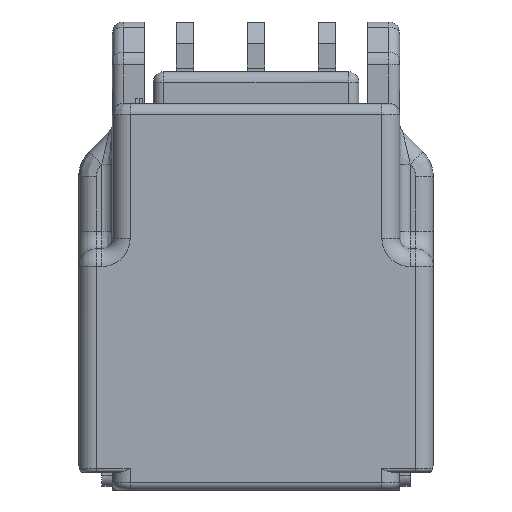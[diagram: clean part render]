
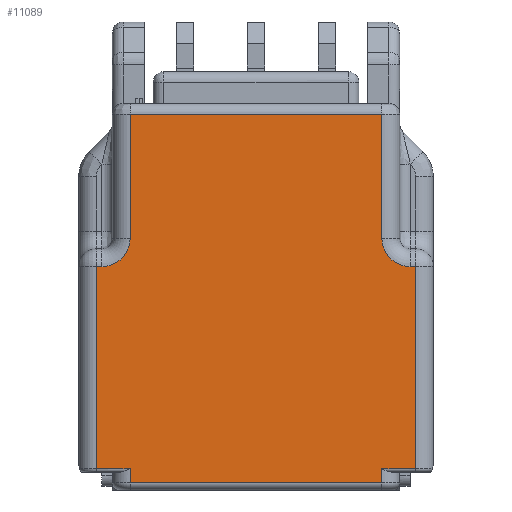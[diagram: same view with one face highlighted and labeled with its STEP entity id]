
A CAD part, front view. The second image highlights one B-rep face of the part: STEP entity #11089.
In plain terms, the highlighted planar face has unit normal (0, -1, 0).
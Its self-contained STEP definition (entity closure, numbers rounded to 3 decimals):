
#49=DIRECTION('',(1.,0.,0.));
#50=VECTOR('',#49,7.1);
#51=CARTESIAN_POINT('',(-3.55,-3.55,0.5));
#52=LINE('',#51,#50);
#86=CARTESIAN_POINT('',(-3.55,-3.55,0.9));
#88=DIRECTION('',(0.,0.,-1.));
#89=VECTOR('',#88,0.4);
#90=CARTESIAN_POINT('',(-3.55,-3.55,0.9));
#91=LINE('',#90,#89);
#1010=DIRECTION('',(0.,0.,1.));
#1011=VECTOR('',#1010,0.4);
#1012=CARTESIAN_POINT('',(3.55,-3.55,0.5));
#1013=LINE('',#1012,#1011);
#1049=CARTESIAN_POINT('',(-4.35,-3.55,7.4));
#1050=DIRECTION('',(0.,-1.,0.));
#1051=DIRECTION('',(0.,0.,-1.));
#1052=AXIS2_PLACEMENT_3D('',#1049,#1050,#1051);
#1054=CARTESIAN_POINT('',(4.35,-3.55,7.4));
#1055=DIRECTION('',(0.,-1.,0.));
#1056=DIRECTION('',(-1.,0.,0.));
#1057=AXIS2_PLACEMENT_3D('',#1054,#1055,#1056);
#1059=DIRECTION('',(-1.,0.,0.));
#1060=VECTOR('',#1059,0.15);
#1061=CARTESIAN_POINT('',(-4.35,-3.55,6.6));
#1062=LINE('',#1061,#1060);
#3563=DIRECTION('',(-1.,0.,0.));
#3564=VECTOR('',#3563,0.15);
#3565=CARTESIAN_POINT('',(4.5,-3.55,6.6));
#3566=LINE('',#3565,#3564);
#3600=DIRECTION('',(0.,0.,1.));
#3601=VECTOR('',#3600,5.7);
#3602=CARTESIAN_POINT('',(4.5,-3.55,0.9));
#3603=LINE('',#3602,#3601);
#3656=DIRECTION('',(1.,0.,0.));
#3657=VECTOR('',#3656,0.95);
#3658=CARTESIAN_POINT('',(3.55,-3.55,0.9));
#3659=LINE('',#3658,#3657);
#3679=DIRECTION('',(0.,0.,1.));
#3680=VECTOR('',#3679,3.5);
#3681=CARTESIAN_POINT('',(3.55,-3.55,7.4));
#3682=LINE('',#3681,#3680);
#3706=DIRECTION('',(-1.,0.,0.));
#3707=VECTOR('',#3706,7.1);
#3708=CARTESIAN_POINT('',(3.55,-3.55,10.9));
#3709=LINE('',#3708,#3707);
#5210=DIRECTION('',(0.,0.,-1.));
#5211=VECTOR('',#5210,3.5);
#5212=CARTESIAN_POINT('',(-3.55,-3.55,10.9));
#5213=LINE('',#5212,#5211);
#7392=DIRECTION('',(1.,0.,0.));
#7393=VECTOR('',#7392,0.95);
#7394=CARTESIAN_POINT('',(-4.5,-3.55,0.9));
#7395=LINE('',#7394,#7393);
#7424=DIRECTION('',(0.,0.,-1.));
#7425=VECTOR('',#7424,5.7);
#7426=CARTESIAN_POINT('',(-4.5,-3.55,6.6));
#7427=LINE('',#7426,#7425);
#7523=CARTESIAN_POINT('',(-3.55,-3.55,0.5));
#7524=VERTEX_POINT('',#7523);
#7525=CARTESIAN_POINT('',(3.55,-3.55,0.5));
#7526=VERTEX_POINT('',#7525);
#7534=VERTEX_POINT('',#86);
#7703=CARTESIAN_POINT('',(-3.55,-3.55,7.4));
#7704=VERTEX_POINT('',#7703);
#7705=CARTESIAN_POINT('',(-4.35,-3.55,6.6));
#7706=VERTEX_POINT('',#7705);
#7709=CARTESIAN_POINT('',(-3.55,-3.55,10.9));
#7710=VERTEX_POINT('',#7709);
#8822=CARTESIAN_POINT('',(4.5,-3.55,6.6));
#8823=VERTEX_POINT('',#8822);
#8827=CARTESIAN_POINT('',(4.5,-3.55,0.9));
#8828=VERTEX_POINT('',#8827);
#9013=CARTESIAN_POINT('',(3.55,-3.55,0.9));
#9014=VERTEX_POINT('',#9013);
#9018=CARTESIAN_POINT('',(-4.5,-3.55,6.6));
#9019=VERTEX_POINT('',#9018);
#9020=CARTESIAN_POINT('',(3.55,-3.55,10.9));
#9021=VERTEX_POINT('',#9020);
#9022=CARTESIAN_POINT('',(3.55,-3.55,7.4));
#9023=VERTEX_POINT('',#9022);
#9024=CARTESIAN_POINT('',(4.35,-3.55,6.6));
#9025=VERTEX_POINT('',#9024);
#9026=CARTESIAN_POINT('',(-4.5,-3.55,0.9));
#9027=VERTEX_POINT('',#9026);
#11057=CARTESIAN_POINT('',(-4.05,-3.55,0.3));
#11058=DIRECTION('',(0.,1.,0.));
#11059=DIRECTION('',(1.,0.,0.));
#11060=AXIS2_PLACEMENT_3D('',#11057,#11058,#11059);
#11061=PLANE('',#11060);
#11063=ORIENTED_EDGE('',*,*,#11062,.F.);
#11065=ORIENTED_EDGE('',*,*,#11064,.T.);
#11067=ORIENTED_EDGE('',*,*,#11066,.F.);
#11069=ORIENTED_EDGE('',*,*,#11068,.F.);
#11071=ORIENTED_EDGE('',*,*,#11070,.F.);
#11073=ORIENTED_EDGE('',*,*,#11072,.T.);
#11075=ORIENTED_EDGE('',*,*,#11074,.F.);
#11077=ORIENTED_EDGE('',*,*,#11076,.F.);
#11079=ORIENTED_EDGE('',*,*,#11078,.F.);
#11080=ORIENTED_EDGE('',*,*,#11034,.F.);
#11081=ORIENTED_EDGE('',*,*,#9511,.F.);
#11082=ORIENTED_EDGE('',*,*,#9546,.F.);
#11084=ORIENTED_EDGE('',*,*,#11083,.F.);
#11086=ORIENTED_EDGE('',*,*,#11085,.F.);
#11087=EDGE_LOOP('',(#11063,#11065,#11067,#11069,#11071,#11073,#11075,#11077,
#11079,#11080,#11081,#11082,#11084,#11086));
#11088=FACE_OUTER_BOUND('',#11087,.F.);
#11089=ADVANCED_FACE('',(#11088),#11061,.F.);
#1053=CIRCLE('',#1052,0.8);
#1058=CIRCLE('',#1057,0.8);
#9511=EDGE_CURVE('',#7524,#7526,#52,.T.);
#9546=EDGE_CURVE('',#7534,#7524,#91,.T.);
#11034=EDGE_CURVE('',#7526,#9014,#1013,.T.);
#11062=EDGE_CURVE('',#7706,#9019,#1062,.T.);
#11064=EDGE_CURVE('',#7706,#7704,#1053,.T.);
#11066=EDGE_CURVE('',#7710,#7704,#5213,.T.);
#11068=EDGE_CURVE('',#9021,#7710,#3709,.T.);
#11070=EDGE_CURVE('',#9023,#9021,#3682,.T.);
#11072=EDGE_CURVE('',#9023,#9025,#1058,.T.);
#11074=EDGE_CURVE('',#8823,#9025,#3566,.T.);
#11076=EDGE_CURVE('',#8828,#8823,#3603,.T.);
#11078=EDGE_CURVE('',#9014,#8828,#3659,.T.);
#11083=EDGE_CURVE('',#9027,#7534,#7395,.T.);
#11085=EDGE_CURVE('',#9019,#9027,#7427,.T.);
